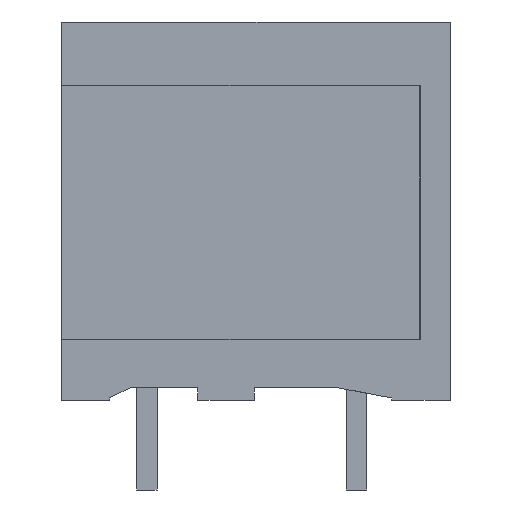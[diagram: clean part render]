
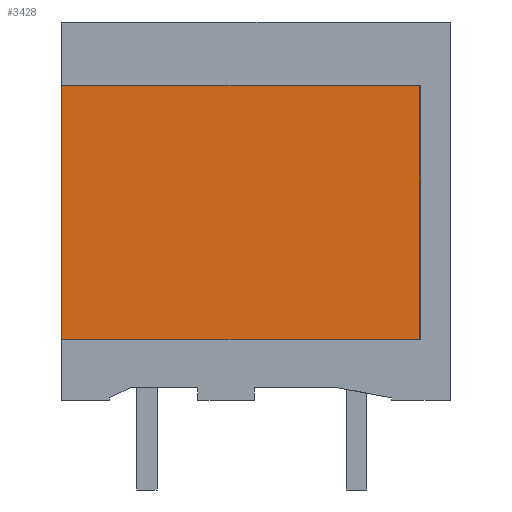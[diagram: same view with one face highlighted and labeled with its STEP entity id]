
A CAD part, left-side view. The second image highlights one B-rep face of the part: STEP entity #3428.
In plain terms, the highlighted planar face has unit normal (-1, 0, 0).
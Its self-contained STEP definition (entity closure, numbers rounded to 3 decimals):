
#3420=AXIS2_PLACEMENT_3D('Plane Axis2P3D',#3417,#3418,#3419) ;
#40=CARTESIAN_POINT('Vertex',(1.1,15.2,15.8)) ;
#45=CARTESIAN_POINT('Line Origine',(1.1,8.2,15.8)) ;
#49=CARTESIAN_POINT('Vertex',(1.1,1.2,15.8)) ;
#88=CARTESIAN_POINT('Vertex',(1.1,15.2,5.9)) ;
#91=CARTESIAN_POINT('Line Origine',(1.1,15.2,10.85)) ;
#362=CARTESIAN_POINT('Line Origine',(1.1,8.2,5.9)) ;
#366=CARTESIAN_POINT('Vertex',(1.1,1.2,5.9)) ;
#392=CARTESIAN_POINT('Line Origine',(1.1,1.2,10.85)) ;
#3417=CARTESIAN_POINT('Axis2P3D Location',(1.1,4.47,3.5)) ;
#46=DIRECTION('Vector Direction',(0.,-1.,0.)) ;
#92=DIRECTION('Vector Direction',(0.,0.,-1.)) ;
#363=DIRECTION('Vector Direction',(0.,1.,0.)) ;
#393=DIRECTION('Vector Direction',(0.,0.,1.)) ;
#3418=DIRECTION('Axis2P3D Direction',(-1.,0.,0.)) ;
#3419=DIRECTION('Axis2P3D XDirection',(0.,-1.,0.)) ;
#47=VECTOR('Line Direction',#46,1.) ;
#93=VECTOR('Line Direction',#92,1.) ;
#364=VECTOR('Line Direction',#363,1.) ;
#394=VECTOR('Line Direction',#393,1.) ;
#3423=ORIENTED_EDGE('',*,*,#51,.T.) ;
#3424=ORIENTED_EDGE('',*,*,#95,.T.) ;
#3425=ORIENTED_EDGE('',*,*,#368,.T.) ;
#3426=ORIENTED_EDGE('',*,*,#396,.T.) ;
#3428=ADVANCED_FACE('Housing LMFS.1\\Model',(#3427),#3421,.T.) ;
#51=EDGE_CURVE('',#50,#41,#48,.F.) ;
#95=EDGE_CURVE('',#41,#89,#94,.T.) ;
#368=EDGE_CURVE('',#89,#367,#365,.F.) ;
#396=EDGE_CURVE('',#367,#50,#395,.T.) ;
#3422=EDGE_LOOP('',(#3423,#3424,#3425,#3426)) ;
#3427=FACE_OUTER_BOUND('',#3422,.T.) ;
#48=LINE('Line',#45,#47) ;
#94=LINE('Line',#91,#93) ;
#365=LINE('Line',#362,#364) ;
#395=LINE('Line',#392,#394) ;
#3421=PLANE('',#3420) ;
#41=VERTEX_POINT('',#40) ;
#50=VERTEX_POINT('',#49) ;
#89=VERTEX_POINT('',#88) ;
#367=VERTEX_POINT('',#366) ;
